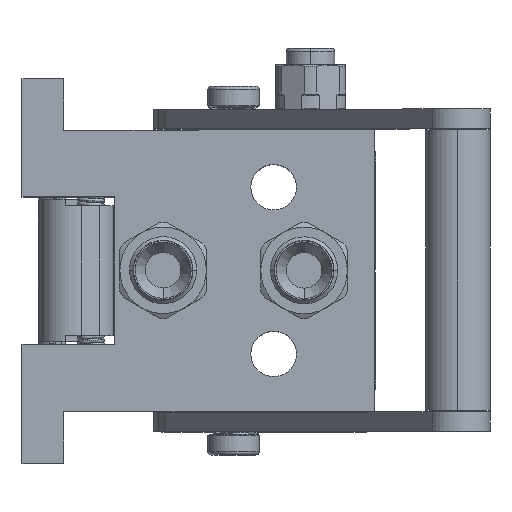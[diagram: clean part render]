
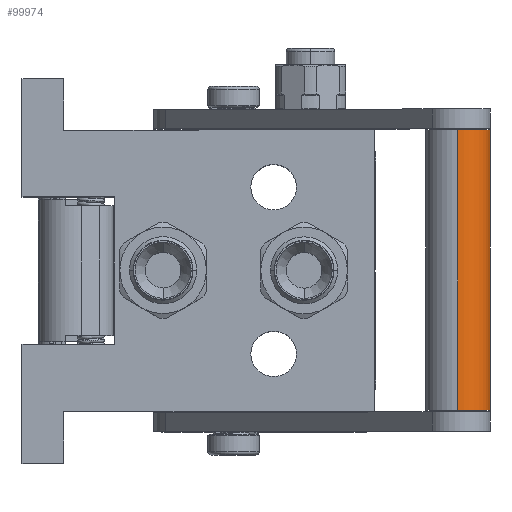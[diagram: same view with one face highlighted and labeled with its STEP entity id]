
A CAD part, top view. The second image highlights one B-rep face of the part: STEP entity #99974.
In plain terms, the highlighted cylindrical face has radius 10 mm (diameter 20 mm), a partial arc.
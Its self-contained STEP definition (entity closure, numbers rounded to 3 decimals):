
#1381 = VERTEX_POINT ( 'NONE', #25257 ) ;
#4945 = EDGE_CURVE ( 'NONE', #92893, #8480, #42282, .T. ) ;
#6438 = ORIENTED_EDGE ( 'NONE', *, *, #85654, .F. ) ;
#6778 = CARTESIAN_POINT ( 'NONE',  ( 0., 0., -10. ) ) ;
#8480 = VERTEX_POINT ( 'NONE', #54440 ) ;
#11230 = AXIS2_PLACEMENT_3D ( 'NONE', #26511, #84751, #18836 ) ;
#18501 = VECTOR ( 'NONE', #107419, 1000. ) ;
#18836 = DIRECTION ( 'NONE',  ( 0., 0., -1. ) ) ;
#20014 = VERTEX_POINT ( 'NONE', #6778 ) ;
#25257 = CARTESIAN_POINT ( 'NONE',  ( -87.5, 0., -10. ) ) ;
#26511 = CARTESIAN_POINT ( 'NONE',  ( 0., 0., 0. ) ) ;
#28740 = ORIENTED_EDGE ( 'NONE', *, *, #67768, .T. ) ;
#30195 = LINE ( 'NONE', #49151, #18501 ) ;
#42282 = LINE ( 'NONE', #62519, #46109 ) ;
#43512 = ORIENTED_EDGE ( 'NONE', *, *, #62832, .T. ) ;
#44156 = CYLINDRICAL_SURFACE ( 'NONE', #93616, 10. ) ;
#46109 = VECTOR ( 'NONE', #78185, 1000. ) ;
#49151 = CARTESIAN_POINT ( 'NONE',  ( 0., 0., -10. ) ) ;
#54440 = CARTESIAN_POINT ( 'NONE',  ( -87.5, 0., 10. ) ) ;
#59879 = FACE_OUTER_BOUND ( 'NONE', #84165, .T. ) ;
#60402 = DIRECTION ( 'NONE',  ( -1., 0., 0. ) ) ;
#60832 = CIRCLE ( 'NONE', #67917, 10. ) ;
#62519 = CARTESIAN_POINT ( 'NONE',  ( 0., 0., 10. ) ) ;
#62832 = EDGE_CURVE ( 'NONE', #20014, #1381, #30195, .T. ) ;
#67768 = EDGE_CURVE ( 'NONE', #1381, #8480, #60832, .T. ) ;
#67917 = AXIS2_PLACEMENT_3D ( 'NONE', #90282, #98276, #98985 ) ;
#73869 = CARTESIAN_POINT ( 'NONE',  ( 0., 0., 10. ) ) ;
#78185 = DIRECTION ( 'NONE',  ( -1., 0., 0. ) ) ;
#84165 = EDGE_LOOP ( 'NONE', ( #28740, #95757, #6438, #43512 ) ) ;
#84751 = DIRECTION ( 'NONE',  ( 1., 0., 0. ) ) ;
#85536 = DIRECTION ( 'NONE',  ( 0., 0., 1. ) ) ;
#85654 = EDGE_CURVE ( 'NONE', #20014, #92893, #96877, .T. ) ;
#90282 = CARTESIAN_POINT ( 'NONE',  ( -87.5, 0., 0. ) ) ;
#92893 = VERTEX_POINT ( 'NONE', #73869 ) ;
#93616 = AXIS2_PLACEMENT_3D ( 'NONE', #101910, #60402, #85536 ) ;
#95757 = ORIENTED_EDGE ( 'NONE', *, *, #4945, .F. ) ;
#96877 = CIRCLE ( 'NONE', #11230, 10. ) ;
#98276 = DIRECTION ( 'NONE',  ( 1., 0., 0. ) ) ;
#98985 = DIRECTION ( 'NONE',  ( 0., 0., -1. ) ) ;
#99974 = ADVANCED_FACE ( 'NONE', ( #59879 ), #44156, .T. ) ;
#101910 = CARTESIAN_POINT ( 'NONE',  ( -96.825, 0., 0. ) ) ;
#107419 = DIRECTION ( 'NONE',  ( -1., 0., 0. ) ) ;
